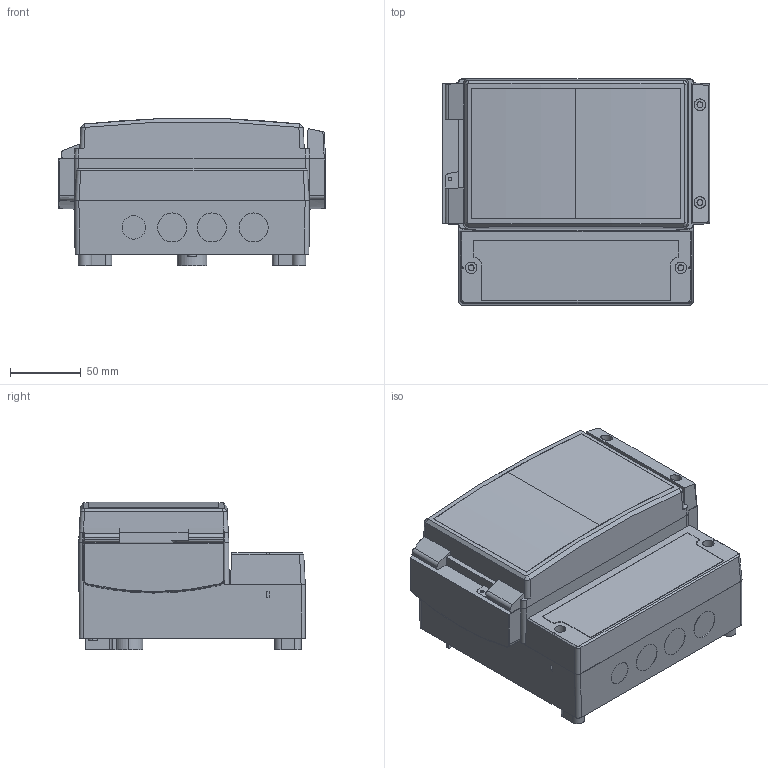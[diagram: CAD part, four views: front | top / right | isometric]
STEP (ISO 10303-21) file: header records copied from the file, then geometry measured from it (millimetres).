
FILE_DESCRIPTION (( 'STEP AP214' ), '1' );
FILE_NAME ('7525105_FIBOX_CM17_16-3L.STEP', '2022-11-07T08:06:39', ( 'fiboxadmin' ), ( '' ), 'SwSTEP 2.0', 'SolidWorks 2021', '' );
FILE_SCHEMA (( 'AUTOMOTIVE_DESIGN' ));
Length unit declared in the file: millimetre
Products named in the file (4): FIBOX_CM1716-3C; FIBOX_CM1716-3TC; FIBOX_CM1716-30LB; 7525105_FIBOX_CM17_16-3L
Assembly tree (3 placements, depth 2):
  7525105_FIBOX_CM17_16-3L
    FIBOX_CM1716-30LB
    FIBOX_CM1716-3C
    FIBOX_CM1716-3TC
Bounding box: 188.6 x 160 x 104.1 mm (x, y, z)
Volume: 493184.1 mm3; surface area: 259393.5 mm2
Topology: 3 solids, 3 shells, 747 faces, 1925 edges, 1270 vertices
Faces by surface type: plane 503, cylinder 205, cone 22, bspline 10, torus 7
Entity records: 22957 total; most frequent: CARTESIAN_POINT 4305, ORIENTED_EDGE 3850, DIRECTION 3763, EDGE_CURVE 1925, VECTOR 1423, LINE 1423, VERTEX_POINT 1270, AXIS2_PLACEMENT_3D 1170
